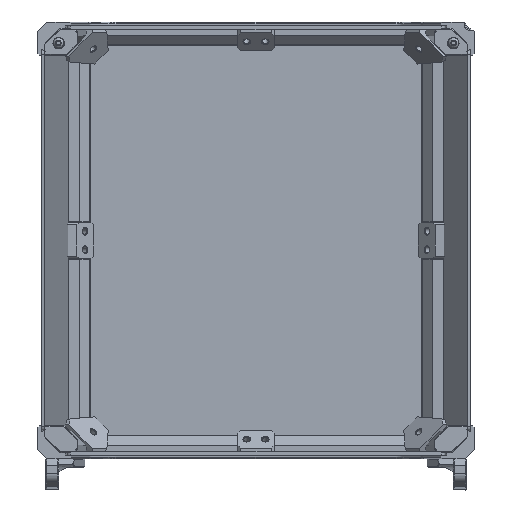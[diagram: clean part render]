
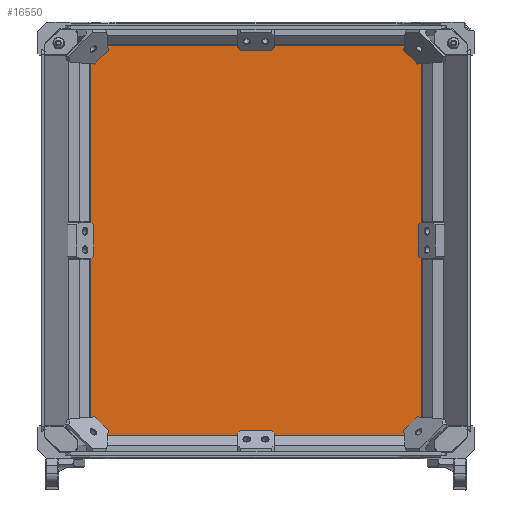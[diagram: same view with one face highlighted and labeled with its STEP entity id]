
A CAD part, front view. The second image highlights one B-rep face of the part: STEP entity #16550.
In plain terms, the highlighted planar face has unit normal (0, -1, 0).
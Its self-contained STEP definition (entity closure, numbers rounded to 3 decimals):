
#773=PLANE('',#18001);
#1635=FACE_OUTER_BOUND('',#2654,.T.);
#2654=EDGE_LOOP('',(#14049,#14050,#14051,#14052,#14053,#14054,#14055,#14056));
#4132=LINE('',#27305,#5871);
#4138=LINE('',#27318,#5877);
#4142=LINE('',#27327,#5881);
#4146=LINE('',#27336,#5885);
#5871=VECTOR('',#21574,1000.);
#5877=VECTOR('',#21582,1000.);
#5881=VECTOR('',#21588,1000.);
#5885=VECTOR('',#21594,1000.);
#6950=CIRCLE('',#18002,2.);
#6951=CIRCLE('',#18003,2.);
#6952=CIRCLE('',#18004,2.);
#6953=CIRCLE('',#18005,2.);
#8054=VERTEX_POINT('',#27303);
#8055=VERTEX_POINT('',#27304);
#8060=VERTEX_POINT('',#27315);
#8061=VERTEX_POINT('',#27317);
#8064=VERTEX_POINT('',#27324);
#8065=VERTEX_POINT('',#27326);
#8068=VERTEX_POINT('',#27333);
#8069=VERTEX_POINT('',#27335);
#10127=EDGE_CURVE('',#8054,#8055,#4132,.T.);
#10133=EDGE_CURVE('',#8061,#8060,#4138,.T.);
#10137=EDGE_CURVE('',#8065,#8064,#4142,.T.);
#10141=EDGE_CURVE('',#8069,#8068,#4146,.T.);
#10143=EDGE_CURVE('',#8068,#8054,#6950,.T.);
#10144=EDGE_CURVE('',#8055,#8061,#6951,.T.);
#10145=EDGE_CURVE('',#8060,#8065,#6952,.T.);
#10146=EDGE_CURVE('',#8064,#8069,#6953,.T.);
#14049=ORIENTED_EDGE('',*,*,#10141,.T.);
#14050=ORIENTED_EDGE('',*,*,#10143,.T.);
#14051=ORIENTED_EDGE('',*,*,#10127,.T.);
#14052=ORIENTED_EDGE('',*,*,#10144,.T.);
#14053=ORIENTED_EDGE('',*,*,#10133,.T.);
#14054=ORIENTED_EDGE('',*,*,#10145,.T.);
#14055=ORIENTED_EDGE('',*,*,#10137,.T.);
#14056=ORIENTED_EDGE('',*,*,#10146,.T.);
#16550=ADVANCED_FACE('',(#1635),#773,.T.);
#18001=AXIS2_PLACEMENT_3D('',#27338,#21596,#21597);
#18002=AXIS2_PLACEMENT_3D('',#27339,#21598,#21599);
#18003=AXIS2_PLACEMENT_3D('',#27340,#21600,#21601);
#18004=AXIS2_PLACEMENT_3D('',#27341,#21602,#21603);
#18005=AXIS2_PLACEMENT_3D('',#27342,#21604,#21605);
#21574=DIRECTION('',(1.,0.,0.));
#21582=DIRECTION('',(0.,0.,1.));
#21588=DIRECTION('',(-1.,0.,0.));
#21594=DIRECTION('',(0.,0.,-1.));
#21596=DIRECTION('center_axis',(0.,-1.,0.));
#21597=DIRECTION('ref_axis',(0.,0.,-1.));
#21598=DIRECTION('center_axis',(0.,-1.,0.));
#21599=DIRECTION('ref_axis',(0.,0.,-1.));
#21600=DIRECTION('center_axis',(0.,-1.,0.));
#21601=DIRECTION('ref_axis',(0.,0.,-1.));
#21602=DIRECTION('center_axis',(0.,-1.,0.));
#21603=DIRECTION('ref_axis',(0.,0.,-1.));
#21604=DIRECTION('center_axis',(0.,-1.,0.));
#21605=DIRECTION('ref_axis',(0.,0.,-1.));
#27303=CARTESIAN_POINT('',(-88.397,81.,-106.));
#27304=CARTESIAN_POINT('',(88.397,81.,-106.));
#27305=CARTESIAN_POINT('',(-90.397,81.,-106.));
#27315=CARTESIAN_POINT('',(90.397,81.,104.));
#27317=CARTESIAN_POINT('',(90.397,81.,-104.));
#27318=CARTESIAN_POINT('',(90.397,81.,-106.));
#27324=CARTESIAN_POINT('',(-88.397,81.,106.));
#27326=CARTESIAN_POINT('',(88.397,81.,106.));
#27327=CARTESIAN_POINT('',(90.397,81.,106.));
#27333=CARTESIAN_POINT('',(-90.397,81.,-104.));
#27335=CARTESIAN_POINT('',(-90.397,81.,104.));
#27336=CARTESIAN_POINT('',(-90.397,81.,106.));
#27338=CARTESIAN_POINT('Origin',(0.,81.,0.));
#27339=CARTESIAN_POINT('Origin',(-88.397,81.,-104.));
#27340=CARTESIAN_POINT('Origin',(88.397,81.,-104.));
#27341=CARTESIAN_POINT('Origin',(88.397,81.,104.));
#27342=CARTESIAN_POINT('Origin',(-88.397,81.,104.));
